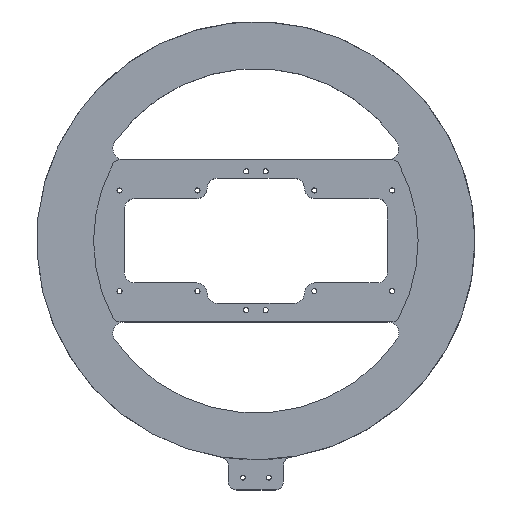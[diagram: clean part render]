
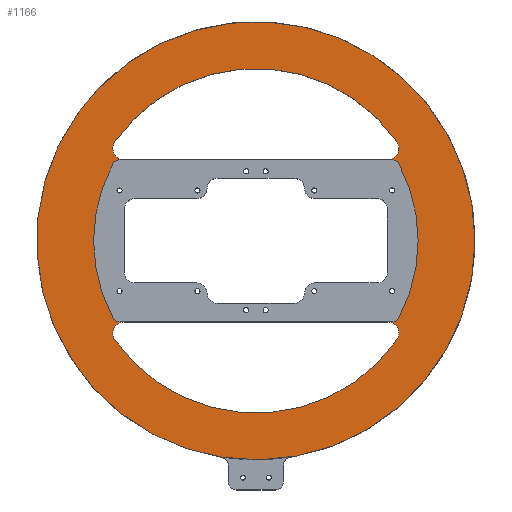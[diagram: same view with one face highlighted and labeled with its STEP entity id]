
A CAD part, top view. The second image highlights one B-rep face of the part: STEP entity #1166.
In plain terms, the highlighted planar face has unit normal (0, 0, 1).
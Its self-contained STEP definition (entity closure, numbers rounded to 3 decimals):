
#32=PLANE('',#1310);
#39=LINE('',#1734,#113);
#43=LINE('',#1743,#117);
#47=LINE('',#1751,#121);
#51=LINE('',#1760,#125);
#113=VECTOR('',#1365,1000.);
#117=VECTOR('',#1369,1000.);
#121=VECTOR('',#1375,1000.);
#125=VECTOR('',#1379,1000.);
#400=ORIENTED_EDGE('',*,*,#524,.F.);
#401=ORIENTED_EDGE('',*,*,#639,.T.);
#402=ORIENTED_EDGE('',*,*,#640,.T.);
#403=ORIENTED_EDGE('',*,*,#641,.T.);
#404=ORIENTED_EDGE('',*,*,#512,.F.);
#405=ORIENTED_EDGE('',*,*,#642,.T.);
#406=ORIENTED_EDGE('',*,*,#637,.F.);
#407=ORIENTED_EDGE('',*,*,#643,.T.);
#408=ORIENTED_EDGE('',*,*,#516,.F.);
#409=ORIENTED_EDGE('',*,*,#644,.T.);
#410=ORIENTED_EDGE('',*,*,#645,.T.);
#411=ORIENTED_EDGE('',*,*,#646,.T.);
#412=ORIENTED_EDGE('',*,*,#520,.F.);
#413=ORIENTED_EDGE('',*,*,#647,.T.);
#414=ORIENTED_EDGE('',*,*,#634,.F.);
#415=ORIENTED_EDGE('',*,*,#648,.T.);
#416=ORIENTED_EDGE('',*,*,#507,.T.);
#507=EDGE_CURVE('',#668,#668,#785,.T.);
#512=EDGE_CURVE('',#673,#674,#39,.T.);
#516=EDGE_CURVE('',#677,#678,#43,.T.);
#520=EDGE_CURVE('',#681,#682,#47,.T.);
#524=EDGE_CURVE('',#685,#686,#51,.T.);
#634=EDGE_CURVE('',#769,#770,#854,.T.);
#637=EDGE_CURVE('',#771,#772,#855,.T.);
#639=EDGE_CURVE('',#685,#773,#856,.F.);
#640=EDGE_CURVE('',#773,#774,#857,.T.);
#641=EDGE_CURVE('',#774,#674,#858,.F.);
#642=EDGE_CURVE('',#673,#772,#859,.F.);
#643=EDGE_CURVE('',#771,#678,#860,.F.);
#644=EDGE_CURVE('',#677,#775,#861,.F.);
#645=EDGE_CURVE('',#775,#776,#862,.T.);
#646=EDGE_CURVE('',#776,#682,#863,.F.);
#647=EDGE_CURVE('',#681,#770,#864,.F.);
#648=EDGE_CURVE('',#769,#686,#865,.F.);
#668=VERTEX_POINT('',#1724);
#673=VERTEX_POINT('',#1735);
#674=VERTEX_POINT('',#1736);
#677=VERTEX_POINT('',#1742);
#678=VERTEX_POINT('',#1744);
#681=VERTEX_POINT('',#1752);
#682=VERTEX_POINT('',#1753);
#685=VERTEX_POINT('',#1759);
#686=VERTEX_POINT('',#1761);
#769=VERTEX_POINT('',#1984);
#770=VERTEX_POINT('',#1986);
#771=VERTEX_POINT('',#1990);
#772=VERTEX_POINT('',#1992);
#773=VERTEX_POINT('',#1996);
#774=VERTEX_POINT('',#1998);
#775=VERTEX_POINT('',#2003);
#776=VERTEX_POINT('',#2005);
#785=CIRCLE('',#1205,135.);
#854=CIRCLE('',#1307,106.162);
#855=CIRCLE('',#1309,106.162);
#856=CIRCLE('',#1311,5.);
#857=CIRCLE('',#1312,100.);
#858=CIRCLE('',#1313,5.);
#859=CIRCLE('',#1314,7.);
#860=CIRCLE('',#1315,7.);
#861=CIRCLE('',#1316,5.);
#862=CIRCLE('',#1317,100.);
#863=CIRCLE('',#1318,5.);
#864=CIRCLE('',#1319,7.);
#865=CIRCLE('',#1320,7.);
#946=EDGE_LOOP('',(#400,#401,#402,#403,#404,#405,#406,#407,#408,#409,#410,
#411,#412,#413,#414,#415));
#947=EDGE_LOOP('',(#416));
#1054=FACE_BOUND('',#946,.T.);
#1055=FACE_BOUND('',#947,.T.);
#1166=ADVANCED_FACE('',(#1054,#1055),#32,.T.);
#1205=AXIS2_PLACEMENT_3D('',#1723,#1355,#1356);
#1307=AXIS2_PLACEMENT_3D('',#1985,#1617,#1618);
#1309=AXIS2_PLACEMENT_3D('',#1991,#1623,#1624);
#1310=AXIS2_PLACEMENT_3D('',#1994,#1626,#1627);
#1311=AXIS2_PLACEMENT_3D('',#1995,#1628,#1629);
#1312=AXIS2_PLACEMENT_3D('',#1997,#1630,#1631);
#1313=AXIS2_PLACEMENT_3D('',#1999,#1632,#1633);
#1314=AXIS2_PLACEMENT_3D('',#2000,#1634,#1635);
#1315=AXIS2_PLACEMENT_3D('',#2001,#1636,#1637);
#1316=AXIS2_PLACEMENT_3D('',#2002,#1638,#1639);
#1317=AXIS2_PLACEMENT_3D('',#2004,#1640,#1641);
#1318=AXIS2_PLACEMENT_3D('',#2006,#1642,#1643);
#1319=AXIS2_PLACEMENT_3D('',#2007,#1644,#1645);
#1320=AXIS2_PLACEMENT_3D('',#2008,#1646,#1647);
#1355=DIRECTION('',(0.,0.,1.));
#1356=DIRECTION('',(1.,0.,0.));
#1365=DIRECTION('',(1.,0.,0.));
#1369=DIRECTION('',(1.,0.,0.));
#1375=DIRECTION('',(-1.,0.,0.));
#1379=DIRECTION('',(-1.,0.,0.));
#1617=DIRECTION('',(0.,0.,1.));
#1618=DIRECTION('',(1.,0.,0.));
#1623=DIRECTION('',(0.,0.,1.));
#1624=DIRECTION('',(1.,0.,0.));
#1626=DIRECTION('',(0.,0.,1.));
#1627=DIRECTION('',(1.,0.,0.));
#1628=DIRECTION('',(0.,0.,1.));
#1629=DIRECTION('',(1.,0.,0.));
#1630=DIRECTION('',(0.,0.,-1.));
#1631=DIRECTION('',(1.,0.,0.));
#1632=DIRECTION('',(0.,0.,1.));
#1633=DIRECTION('',(1.,0.,0.));
#1634=DIRECTION('',(0.,0.,1.));
#1635=DIRECTION('',(1.,0.,0.));
#1636=DIRECTION('',(0.,0.,1.));
#1637=DIRECTION('',(1.,0.,0.));
#1638=DIRECTION('',(0.,0.,1.));
#1639=DIRECTION('',(1.,0.,0.));
#1640=DIRECTION('',(0.,0.,-1.));
#1641=DIRECTION('',(1.,0.,0.));
#1642=DIRECTION('',(0.,0.,1.));
#1643=DIRECTION('',(1.,0.,0.));
#1644=DIRECTION('',(0.,0.,1.));
#1645=DIRECTION('',(1.,0.,0.));
#1646=DIRECTION('',(0.,0.,1.));
#1647=DIRECTION('',(1.,0.,0.));
#1723=CARTESIAN_POINT('',(0.,0.,-9.));
#1724=CARTESIAN_POINT('',(135.,0.,-9.));
#1734=CARTESIAN_POINT('',(0.,-50.,-9.));
#1735=CARTESIAN_POINT('',(81.142,-50.,-9.));
#1736=CARTESIAN_POINT('',(83.666,-50.,-9.));
#1742=CARTESIAN_POINT('',(-83.666,-50.,-9.));
#1743=CARTESIAN_POINT('',(0.,-50.,-9.));
#1744=CARTESIAN_POINT('',(-81.142,-50.,-9.));
#1751=CARTESIAN_POINT('',(0.,50.,-9.));
#1752=CARTESIAN_POINT('',(-81.142,50.,-9.));
#1753=CARTESIAN_POINT('',(-83.666,50.,-9.));
#1759=CARTESIAN_POINT('',(83.666,50.,-9.));
#1760=CARTESIAN_POINT('',(0.,50.,-9.));
#1761=CARTESIAN_POINT('',(81.142,50.,-9.));
#1984=CARTESIAN_POINT('',(86.87,61.024,-9.));
#1985=CARTESIAN_POINT('',(0.,0.,-9.));
#1986=CARTESIAN_POINT('',(-86.87,61.024,-9.));
#1990=CARTESIAN_POINT('',(-86.87,-61.024,-9.));
#1991=CARTESIAN_POINT('',(0.,0.,-9.));
#1992=CARTESIAN_POINT('',(86.87,-61.024,-9.));
#1994=CARTESIAN_POINT('',(0.,0.,-9.));
#1995=CARTESIAN_POINT('',(83.666,45.,-9.));
#1996=CARTESIAN_POINT('',(88.069,47.368,-9.));
#1997=CARTESIAN_POINT('',(0.,0.,-9.));
#1998=CARTESIAN_POINT('',(88.069,-47.368,-9.));
#1999=CARTESIAN_POINT('',(83.666,-45.,-9.));
#2000=CARTESIAN_POINT('',(81.142,-57.,-9.));
#2001=CARTESIAN_POINT('',(-81.142,-57.,-9.));
#2002=CARTESIAN_POINT('',(-83.666,-45.,-9.));
#2003=CARTESIAN_POINT('',(-88.069,-47.368,-9.));
#2004=CARTESIAN_POINT('',(0.,0.,-9.));
#2005=CARTESIAN_POINT('',(-88.069,47.368,-9.));
#2006=CARTESIAN_POINT('',(-83.666,45.,-9.));
#2007=CARTESIAN_POINT('',(-81.142,57.,-9.));
#2008=CARTESIAN_POINT('',(81.142,57.,-9.));
